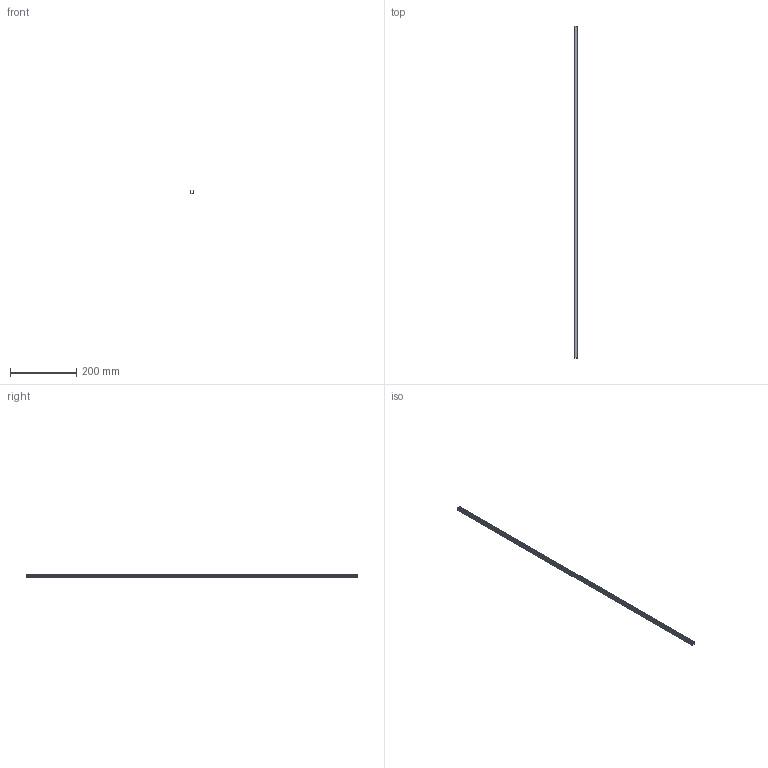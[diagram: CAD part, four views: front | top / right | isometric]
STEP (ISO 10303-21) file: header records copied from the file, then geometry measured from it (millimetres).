
FILE_DESCRIPTION(/* description */ (''),/* implementation_level */ '2;1');
FILE_NAME(/* name */ '61-013-0.stp',/* time_stamp */ '2022-05-05T11:35:50-04:00',/* author */ ('jmurphy'),/* organization */ (''),/* preprocessor_version */ 'ST-DEVELOPER v18.1',/* originating_system */ 'AutoCAD Mechanical',/* authorisation */ '');
FILE_SCHEMA (('AUTOMOTIVE_DESIGN { 1 0 10303 214 3 1 1 }'));
Length unit declared in the file: millimetre
Products named in the file (2): Product; ACADMENU
Assembly tree (4 placements, depth 2):
  Product
    ACADMENU  x4
Bounding box: 9.04 x 1000 x 9.81 mm (x, y, z)
Volume: 28517.1 mm3; surface area: 54211.3 mm2
Topology: 1 solids, 1 shells, 26 faces, 72 edges, 48 vertices
Faces by surface type: plane 26
Entity records: 883 total; most frequent: CARTESIAN_POINT 152, ORIENTED_EDGE 144, DIRECTION 136, LINE 72, VECTOR 72, EDGE_CURVE 72, VERTEX_POINT 48, AXIS2_PLACEMENT_3D 32
